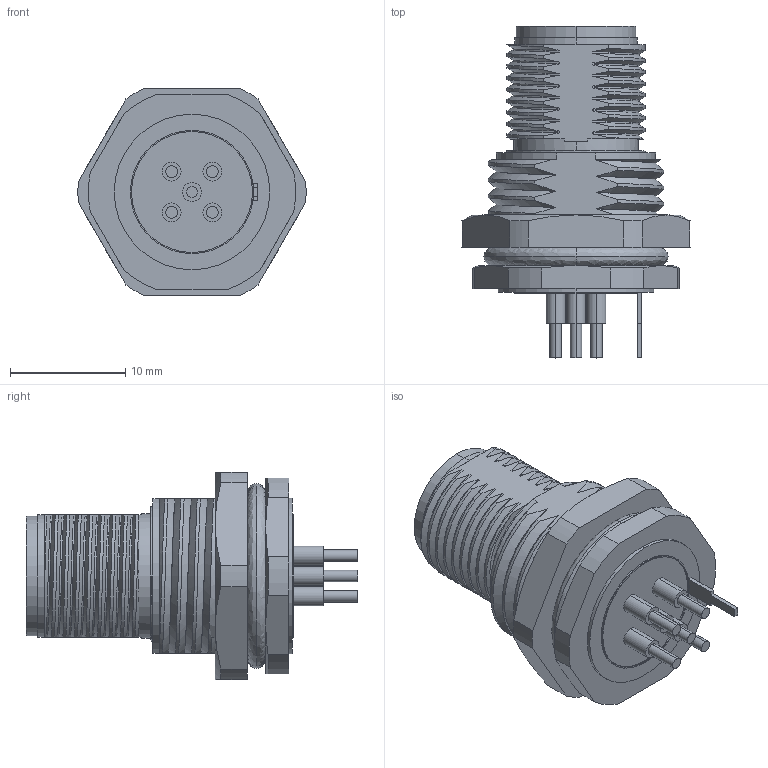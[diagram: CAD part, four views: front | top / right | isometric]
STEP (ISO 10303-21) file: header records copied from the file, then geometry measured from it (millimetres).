
FILE_DESCRIPTION (( 'STEP AP203' ), '1' );
FILE_NAME ('P205.STEP', '2020-03-31T06:04:23', ( 'edpusr' ), ( 'Microsoft' ), 'SwSTEP 2.0', 'SolidWorks 2015', '' );
FILE_SCHEMA (( 'CONFIG_CONTROL_DESIGN' ));
Length unit declared in the file: millimetre
Products named in the file (1): P205
Bounding box: 19.79 x 28.8 x 18 mm (x, y, z)
Volume: 3151.4 mm3; surface area: 2505 mm2
Topology: 2 solids, 2 shells, 342 faces, 908 edges, 588 vertices
Faces by surface type: plane 122, bspline 108, cylinder 98, cone 14
Entity records: 33194 total; most frequent: CARTESIAN_POINT 25597, ORIENTED_EDGE 1788, DIRECTION 1264, EDGE_CURVE 894, VERTEX_POINT 588, LINE 438, VECTOR 438, AXIS2_PLACEMENT_3D 413
